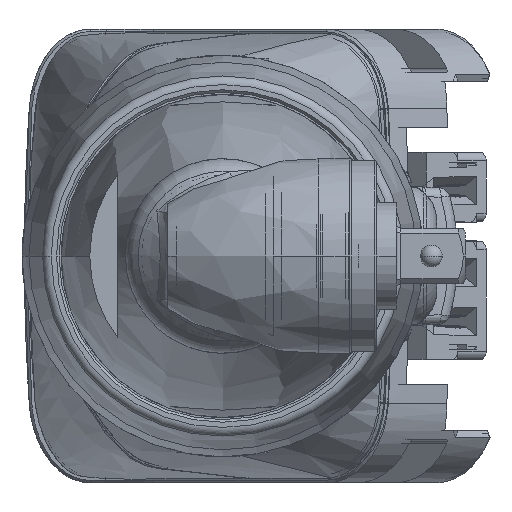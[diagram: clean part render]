
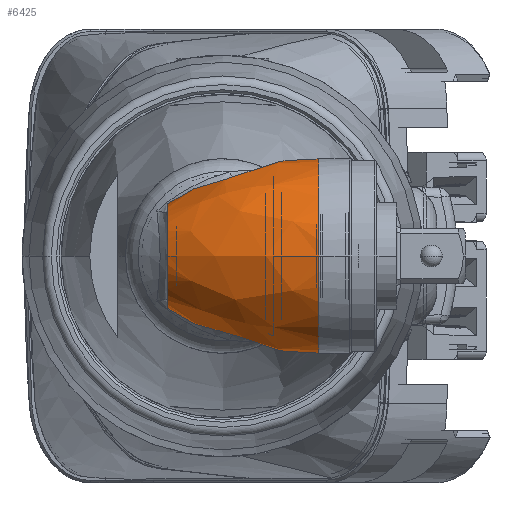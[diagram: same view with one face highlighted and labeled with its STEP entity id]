
A CAD part, left-side view. The second image highlights one B-rep face of the part: STEP entity #6425.
In plain terms, the highlighted free-form (B-spline) face has degree [3, 3] with [7, 4] control points.
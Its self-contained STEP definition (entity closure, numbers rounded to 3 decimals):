
#1250=CARTESIAN_POINT('',(-112.335,6.3,0.));
#1251=DIRECTION('',(0.,-1.,0.));
#1252=DIRECTION('',(0.45,0.,0.893));
#1253=AXIS2_PLACEMENT_3D('',#1250,#1251,#1252);
#1261=CARTESIAN_POINT('',(-108.74,-1.806,
9.1));
#1262=CARTESIAN_POINT('',(-109.008,-0.922,
8.917));
#1263=CARTESIAN_POINT('',(-109.378,0.88,
8.391));
#1264=CARTESIAN_POINT('',(-109.736,4.062,6.929));
#1265=CARTESIAN_POINT('',(-109.667,5.595,5.89));
#1266=CARTESIAN_POINT('',(-109.633,6.3,5.357));
#1348=CARTESIAN_POINT('',(-109.633,6.3,
-5.357));
#1349=CARTESIAN_POINT('',(-109.665,5.601,
-5.885));
#1350=CARTESIAN_POINT('',(-109.729,4.076,
-6.913));
#1351=CARTESIAN_POINT('',(-109.414,1.074,
-8.316));
#1352=CARTESIAN_POINT('',(-109.022,-0.835,
-8.894));
#1353=CARTESIAN_POINT('',(-108.74,-1.806,
-9.1));
#1355=CARTESIAN_POINT('',(-108.74,-1.806,
9.1));
#1356=CARTESIAN_POINT('',(-108.426,-2.887,
9.329));
#1357=CARTESIAN_POINT('',(-107.773,-4.852,
9.558));
#1358=CARTESIAN_POINT('',(-106.758,-6.839,
9.377));
#1359=CARTESIAN_POINT('',(-105.6,-8.707,
8.846));
#1360=CARTESIAN_POINT('',(-104.674,-9.837,
8.105));
#1361=CARTESIAN_POINT('',(-104.215,-10.375,
7.632));
#1363=CARTESIAN_POINT('',(-104.215,-10.375,
7.632));
#1364=CARTESIAN_POINT('',(-104.215,-10.375,
7.632));
#1365=CARTESIAN_POINT('',(-104.151,-10.446,
7.566));
#1366=CARTESIAN_POINT('',(-104.026,-10.588,
7.433));
#1367=CARTESIAN_POINT('',(-103.843,-10.796,
7.227));
#1368=CARTESIAN_POINT('',(-103.725,-10.933,
7.085));
#1369=CARTESIAN_POINT('',(-103.667,-11.,
7.014));
#1371=CARTESIAN_POINT('',(-103.667,-11.,
-7.014));
#1372=CARTESIAN_POINT('',(-103.725,-10.933,
-7.085));
#1373=CARTESIAN_POINT('',(-103.843,-10.797,
-7.227));
#1374=CARTESIAN_POINT('',(-104.026,-10.588,
-7.433));
#1375=CARTESIAN_POINT('',(-104.151,-10.446,
-7.566));
#1376=CARTESIAN_POINT('',(-104.215,-10.375,
-7.632));
#1382=CARTESIAN_POINT('',(-104.215,-10.375,
7.632));
#1430=CARTESIAN_POINT('',(-108.74,-1.806,
-9.1));
#1431=CARTESIAN_POINT('',(-108.442,-2.853,
-9.324));
#1432=CARTESIAN_POINT('',(-107.802,-4.781,
-9.559));
#1433=CARTESIAN_POINT('',(-106.725,-6.911,
-9.375));
#1434=CARTESIAN_POINT('',(-105.524,-8.804,
-8.795));
#1435=CARTESIAN_POINT('',(-104.646,-9.882,
-8.076));
#1436=CARTESIAN_POINT('',(-104.215,-10.375,
-7.632));
#1451=CARTESIAN_POINT('',(-103.667,-11.,
-7.014));
#1492=CARTESIAN_POINT('',(-112.335,-11.,0.));
#1493=DIRECTION('',(0.,1.,0.));
#1494=DIRECTION('',(0.777,0.,-0.629));
#1495=AXIS2_PLACEMENT_3D('',#1492,#1493,#1494);
#1513=CARTESIAN_POINT('',(-112.335,-11.,0.));
#1514=DIRECTION('',(0.,1.,0.));
#1515=DIRECTION('',(-1.,0.,0.));
#1516=AXIS2_PLACEMENT_3D('',#1513,#1514,#1515);
#1518=CARTESIAN_POINT('',(-103.667,-11.,
7.014));
#3516=VERTEX_POINT('',#1518);
#3518=VERTEX_POINT('',#1451);
#3527=VERTEX_POINT('',#1382);
#3528=VERTEX_POINT('',#1261);
#3529=VERTEX_POINT('',#1266);
#3530=CARTESIAN_POINT('',(-123.485,-11.,0.));
#3531=VERTEX_POINT('',#3530);
#3532=VERTEX_POINT('',#1376);
#3533=VERTEX_POINT('',#1430);
#3534=VERTEX_POINT('',#1348);
#6379=CARTESIAN_POINT('',(-107.587,6.776,3.123));
#6380=CARTESIAN_POINT('',(-104.495,1.327,5.157));
#6381=CARTESIAN_POINT('',(-102.925,-4.986,
6.19));
#6382=CARTESIAN_POINT('',(-103.024,-11.572,
6.125));
#6383=CARTESIAN_POINT('',(-111.39,6.776,8.903));
#6384=CARTESIAN_POINT('',(-110.774,1.327,14.703));
#6385=CARTESIAN_POINT('',(-110.461,-4.986,
17.648));
#6386=CARTESIAN_POINT('',(-110.481,-11.572,
17.461));
#6387=CARTESIAN_POINT('',(-118.018,6.776,6.919));
#6388=CARTESIAN_POINT('',(-121.72,1.327,11.426));
#6389=CARTESIAN_POINT('',(-123.599,-4.986,
13.714));
#6390=CARTESIAN_POINT('',(-123.48,-11.572,
13.569));
#6391=CARTESIAN_POINT('',(-118.018,6.776,
0.));
#6392=CARTESIAN_POINT('',(-121.72,1.327,
0.));
#6393=CARTESIAN_POINT('',(-123.599,-4.986,
0.));
#6394=CARTESIAN_POINT('',(-123.48,-11.572,
0.));
#6395=CARTESIAN_POINT('',(-118.018,6.776,
-6.919));
#6396=CARTESIAN_POINT('',(-121.72,1.327,
-11.426));
#6397=CARTESIAN_POINT('',(-123.599,-4.986,
-13.714));
#6398=CARTESIAN_POINT('',(-123.48,-11.572,
-13.569));
#6399=CARTESIAN_POINT('',(-111.39,6.776,
-8.903));
#6400=CARTESIAN_POINT('',(-110.774,1.327,
-14.703));
#6401=CARTESIAN_POINT('',(-110.461,-4.986,
-17.648));
#6402=CARTESIAN_POINT('',(-110.481,-11.572,
-17.461));
#6403=CARTESIAN_POINT('',(-107.587,6.776,
-3.123));
#6404=CARTESIAN_POINT('',(-104.495,1.327,
-5.157));
#6405=CARTESIAN_POINT('',(-102.925,-4.986,
-6.19));
#6406=CARTESIAN_POINT('',(-103.024,-11.572,
-6.125));
#6407=(BOUNDED_SURFACE()B_SPLINE_SURFACE(3,3,((#6379,#6380,#6381,#6382),(#6383,
#6384,#6385,#6386),(#6387,#6388,#6389,#6390),(#6391,#6392,#6393,#6394),(#6395,
#6396,#6397,#6398),(#6399,#6400,#6401,#6402),(#6403,#6404,#6405,#6406)),
.UNSPECIFIED.,.F.,.F.,.F.)B_SPLINE_SURFACE_WITH_KNOTS((4,3,4),(4,4),(0.,1.,
2.),(0.,1.),.UNSPECIFIED.)GEOMETRIC_REPRESENTATION_ITEM()RATIONAL_B_SPLINE_SURFACE(((1.592,1.542,1.542,1.592),(
0.835,0.809,0.809,0.835),(
0.835,0.809,0.809,0.835),(
1.592,1.542,1.542,1.592),(
0.835,0.809,0.809,0.835),(
0.835,0.809,0.809,0.835),(
1.592,1.542,1.542,1.592)))REPRESENTATION_ITEM('')SURFACE());
#6408=ORIENTED_EDGE('',*,*,#6254,.F.);
#6410=ORIENTED_EDGE('',*,*,#6409,.T.);
#6412=ORIENTED_EDGE('',*,*,#6411,.T.);
#6414=ORIENTED_EDGE('',*,*,#6413,.F.);
#6416=ORIENTED_EDGE('',*,*,#6415,.F.);
#6418=ORIENTED_EDGE('',*,*,#6417,.T.);
#6420=ORIENTED_EDGE('',*,*,#6419,.F.);
#6421=ORIENTED_EDGE('',*,*,#6365,.F.);
#6422=ORIENTED_EDGE('',*,*,#6156,.F.);
#6423=EDGE_LOOP('',(#6408,#6410,#6412,#6414,#6416,#6418,#6420,#6421,#6422));
#6424=FACE_OUTER_BOUND('',#6423,.F.);
#1254=CIRCLE('',#1253,6.);
#1267=B_SPLINE_CURVE_WITH_KNOTS('',3,(#1261,#1262,#1263,#1264,#1265,#1266),
.UNSPECIFIED.,.F.,.F.,(4,1,1,4),(0.,0.333,0.667,1.),
.UNSPECIFIED.);
#1354=B_SPLINE_CURVE_WITH_KNOTS('',3,(#1348,#1349,#1350,#1351,#1352,#1353),
.UNSPECIFIED.,.F.,.F.,(4,1,1,4),(0.,0.333,0.667,1.),
.UNSPECIFIED.);
#1362=B_SPLINE_CURVE_WITH_KNOTS('',3,(#1355,#1356,#1357,#1358,#1359,#1360,
#1361),.UNSPECIFIED.,.F.,.F.,(4,1,1,1,4),(0.,0.25,0.5,0.75,1.),
.UNSPECIFIED.);
#1370=B_SPLINE_CURVE_WITH_KNOTS('',3,(#1363,#1364,#1365,#1366,#1367,#1368,
#1369),.UNSPECIFIED.,.F.,.F.,(4,1,1,1,4),(0.,0.,
0.336,0.669,1.),.UNSPECIFIED.);
#1377=B_SPLINE_CURVE_WITH_KNOTS('',3,(#1371,#1372,#1373,#1374,#1375,#1376),
.UNSPECIFIED.,.F.,.F.,(4,1,1,4),(0.,0.33,0.663,1.),
.UNSPECIFIED.);
#1437=B_SPLINE_CURVE_WITH_KNOTS('',3,(#1430,#1431,#1432,#1433,#1434,#1435,
#1436),.UNSPECIFIED.,.F.,.F.,(4,1,1,1,4),(0.,0.25,0.5,0.75,1.),
.UNSPECIFIED.);
#1496=CIRCLE('',#1495,11.15);
#1517=CIRCLE('',#1516,11.15);
#6156=EDGE_CURVE('',#3529,#3534,#1254,.T.);
#6254=EDGE_CURVE('',#3528,#3529,#1267,.T.);
#6365=EDGE_CURVE('',#3534,#3533,#1354,.T.);
#6409=EDGE_CURVE('',#3528,#3527,#1362,.T.);
#6411=EDGE_CURVE('',#3527,#3516,#1370,.T.);
#6413=EDGE_CURVE('',#3531,#3516,#1517,.T.);
#6415=EDGE_CURVE('',#3518,#3531,#1496,.T.);
#6417=EDGE_CURVE('',#3518,#3532,#1377,.T.);
#6419=EDGE_CURVE('',#3533,#3532,#1437,.T.);
#6425=ADVANCED_FACE('',(#6424),#6407,.T.);
